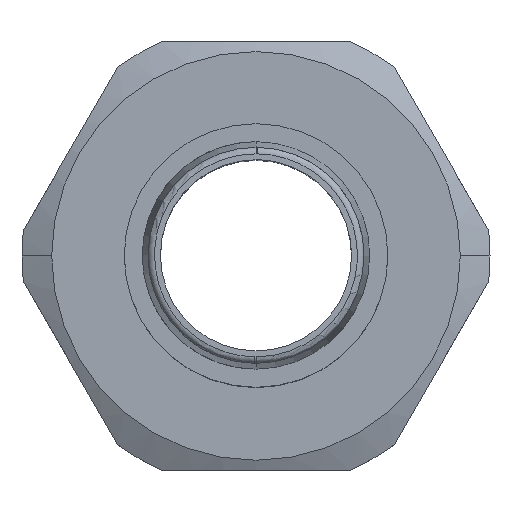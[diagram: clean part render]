
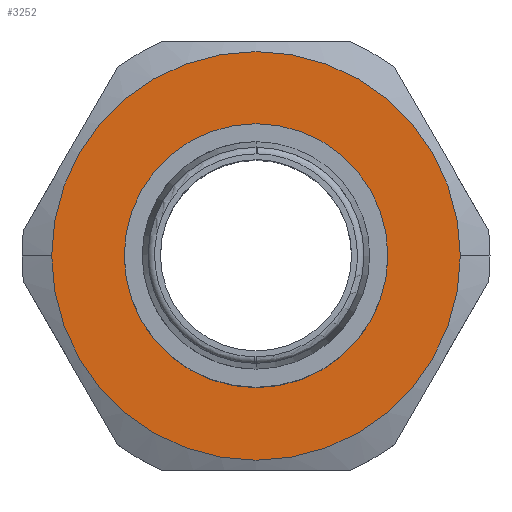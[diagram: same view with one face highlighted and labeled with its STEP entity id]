
A CAD part, top view. The second image highlights one B-rep face of the part: STEP entity #3252.
In plain terms, the highlighted planar face has unit normal (0, 0, 1).
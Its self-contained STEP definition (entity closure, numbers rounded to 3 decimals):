
#3122=AXIS2_PLACEMENT_3D('Circle Axis2P3D',#3120,#3121,$) ;
#3145=AXIS2_PLACEMENT_3D('Circle Axis2P3D',#3143,#3144,$) ;
#3164=AXIS2_PLACEMENT_3D('Plane Axis2P3D',#3161,#3162,#3163) ;
#3110=CARTESIAN_POINT('Vertex',(13.3,6.5,7.8)) ;
#3117=CARTESIAN_POINT('Vertex',(0.9,6.5,7.8)) ;
#3120=CARTESIAN_POINT('Axis2P3D Location',(7.1,6.5,7.8)) ;
#3143=CARTESIAN_POINT('Axis2P3D Location',(7.1,6.5,7.8)) ;
#3161=CARTESIAN_POINT('Axis2P3D Location',(7.1,6.5,7.8)) ;
#3171=CARTESIAN_POINT('Control Point',(7.052,2.75,7.8)) ;
#3172=CARTESIAN_POINT('Control Point',(7.061,2.75,7.8)) ;
#3173=CARTESIAN_POINT('Control Point',(7.071,2.75,7.8)) ;
#3174=CARTESIAN_POINT('Control Point',(7.081,2.75,7.8)) ;
#3175=CARTESIAN_POINT('Control Point',(7.09,2.75,7.8)) ;
#3176=CARTESIAN_POINT('Control Point',(7.1,2.75,7.8)) ;
#3177=CARTESIAN_POINT('Vertex',(7.052,2.75,7.8)) ;
#3179=CARTESIAN_POINT('Vertex',(7.1,2.75,7.8)) ;
#3183=CARTESIAN_POINT('Control Point',(7.1,10.25,7.8)) ;
#3184=CARTESIAN_POINT('Control Point',(6.721,10.25,7.8)) ;
#3185=CARTESIAN_POINT('Control Point',(6.341,10.202,7.8)) ;
#3186=CARTESIAN_POINT('Control Point',(5.97,10.106,7.8)) ;
#3187=CARTESIAN_POINT('Control Point',(5.259,9.822,7.8)) ;
#3188=CARTESIAN_POINT('Control Point',(4.642,9.37,7.8)) ;
#3189=CARTESIAN_POINT('Control Point',(4.364,9.106,7.8)) ;
#3190=CARTESIAN_POINT('Control Point',(3.88,8.514,7.8)) ;
#3191=CARTESIAN_POINT('Control Point',(3.559,7.819,7.8)) ;
#3192=CARTESIAN_POINT('Control Point',(3.443,7.454,7.8)) ;
#3193=CARTESIAN_POINT('Control Point',(3.307,6.701,7.8)) ;
#3194=CARTESIAN_POINT('Control Point',(3.363,5.938,7.8)) ;
#3195=CARTESIAN_POINT('Control Point',(3.439,5.562,7.8)) ;
#3196=CARTESIAN_POINT('Control Point',(3.685,4.838,7.8)) ;
#3197=CARTESIAN_POINT('Control Point',(4.104,4.197,7.8)) ;
#3198=CARTESIAN_POINT('Control Point',(4.353,3.905,7.8)) ;
#3199=CARTESIAN_POINT('Control Point',(4.919,3.391,7.8)) ;
#3200=CARTESIAN_POINT('Control Point',(5.595,3.034,7.8)) ;
#3201=CARTESIAN_POINT('Control Point',(5.954,2.899,7.8)) ;
#3202=CARTESIAN_POINT('Control Point',(6.395,2.795,7.8)) ;
#3203=CARTESIAN_POINT('Control Point',(6.843,2.758,7.8)) ;
#3204=CARTESIAN_POINT('Control Point',(6.912,2.754,7.8)) ;
#3205=CARTESIAN_POINT('Control Point',(6.982,2.751,7.8)) ;
#3206=CARTESIAN_POINT('Control Point',(7.052,2.75,7.8)) ;
#3207=CARTESIAN_POINT('Vertex',(7.1,10.25,7.8)) ;
#3211=CARTESIAN_POINT('Control Point',(7.148,10.25,7.8)) ;
#3212=CARTESIAN_POINT('Control Point',(7.139,10.25,7.8)) ;
#3213=CARTESIAN_POINT('Control Point',(7.129,10.25,7.8)) ;
#3214=CARTESIAN_POINT('Control Point',(7.119,10.25,7.8)) ;
#3215=CARTESIAN_POINT('Control Point',(7.11,10.25,7.8)) ;
#3216=CARTESIAN_POINT('Control Point',(7.1,10.25,7.8)) ;
#3217=CARTESIAN_POINT('Vertex',(7.148,10.25,7.8)) ;
#3221=CARTESIAN_POINT('Control Point',(7.1,2.75,7.8)) ;
#3222=CARTESIAN_POINT('Control Point',(7.479,2.75,7.8)) ;
#3223=CARTESIAN_POINT('Control Point',(7.859,2.798,7.8)) ;
#3224=CARTESIAN_POINT('Control Point',(8.23,2.894,7.8)) ;
#3225=CARTESIAN_POINT('Control Point',(8.941,3.178,7.8)) ;
#3226=CARTESIAN_POINT('Control Point',(9.558,3.63,7.8)) ;
#3227=CARTESIAN_POINT('Control Point',(9.836,3.894,7.8)) ;
#3228=CARTESIAN_POINT('Control Point',(10.32,4.486,7.8)) ;
#3229=CARTESIAN_POINT('Control Point',(10.641,5.181,7.8)) ;
#3230=CARTESIAN_POINT('Control Point',(10.757,5.546,7.8)) ;
#3231=CARTESIAN_POINT('Control Point',(10.893,6.299,7.8)) ;
#3232=CARTESIAN_POINT('Control Point',(10.837,7.062,7.8)) ;
#3233=CARTESIAN_POINT('Control Point',(10.761,7.438,7.8)) ;
#3234=CARTESIAN_POINT('Control Point',(10.515,8.162,7.8)) ;
#3235=CARTESIAN_POINT('Control Point',(10.096,8.803,7.8)) ;
#3236=CARTESIAN_POINT('Control Point',(9.847,9.095,7.8)) ;
#3237=CARTESIAN_POINT('Control Point',(9.281,9.609,7.8)) ;
#3238=CARTESIAN_POINT('Control Point',(8.605,9.966,7.8)) ;
#3239=CARTESIAN_POINT('Control Point',(8.246,10.101,7.8)) ;
#3240=CARTESIAN_POINT('Control Point',(7.805,10.205,7.8)) ;
#3241=CARTESIAN_POINT('Control Point',(7.357,10.242,7.8)) ;
#3242=CARTESIAN_POINT('Control Point',(7.288,10.246,7.8)) ;
#3243=CARTESIAN_POINT('Control Point',(7.218,10.249,7.8)) ;
#3244=CARTESIAN_POINT('Control Point',(7.148,10.25,7.8)) ;
#3121=DIRECTION('Axis2P3D Direction',(0.,0.,-1.)) ;
#3144=DIRECTION('Axis2P3D Direction',(0.,0.,-1.)) ;
#3162=DIRECTION('Axis2P3D Direction',(0.,0.,-1.)) ;
#3163=DIRECTION('Axis2P3D XDirection',(0.,1.,0.)) ;
#3167=ORIENTED_EDGE('',*,*,#3124,.F.) ;
#3168=ORIENTED_EDGE('',*,*,#3147,.F.) ;
#3247=ORIENTED_EDGE('',*,*,#3181,.F.) ;
#3248=ORIENTED_EDGE('',*,*,#3209,.F.) ;
#3249=ORIENTED_EDGE('',*,*,#3219,.F.) ;
#3250=ORIENTED_EDGE('',*,*,#3245,.F.) ;
#3251=FACE_BOUND('',#3246,.T.) ;
#3252=ADVANCED_FACE('Hauptkoerper',(#3169,#3251),#3165,.F.) ;
#3170=B_SPLINE_CURVE_WITH_KNOTS('',5,(#3171,#3172,#3173,#3174,#3175,#3176),.UNSPECIFIED.,.F.,.U.,(6,6),(16.592,16.66),.UNSPECIFIED.) ;
#3182=B_SPLINE_CURVE_WITH_KNOTS('',5,(#3183,#3184,#3185,#3186,#3187,#3188,#3189,#3190,#3191,#3192,#3193,#3194,#3195,#3196,#3197,#3198,#3199,#3200,#3201,#3202,#3203,#3204,#3205,#3206),.UNSPECIFIED.,.F.,.U.,(6,3,3,3,3,3,3,6),(0.,2.683,5.366,8.05,10.733,13.416,16.099,16.592),.UNSPECIFIED.) ;
#3210=B_SPLINE_CURVE_WITH_KNOTS('',5,(#3211,#3212,#3213,#3214,#3215,#3216),.UNSPECIFIED.,.F.,.U.,(6,6),(16.592,16.66),.UNSPECIFIED.) ;
#3220=B_SPLINE_CURVE_WITH_KNOTS('',5,(#3221,#3222,#3223,#3224,#3225,#3226,#3227,#3228,#3229,#3230,#3231,#3232,#3233,#3234,#3235,#3236,#3237,#3238,#3239,#3240,#3241,#3242,#3243,#3244),.UNSPECIFIED.,.F.,.U.,(6,3,3,3,3,3,3,6),(0.,2.683,5.366,8.05,10.733,13.416,16.099,16.592),.UNSPECIFIED.) ;
#3123=CIRCLE('generated circle',#3122,6.2) ;
#3146=CIRCLE('generated circle',#3145,6.2) ;
#3124=EDGE_CURVE('',#3118,#3111,#3123,.T.) ;
#3147=EDGE_CURVE('',#3111,#3118,#3146,.T.) ;
#3181=EDGE_CURVE('',#3178,#3180,#3170,.T.) ;
#3209=EDGE_CURVE('',#3208,#3178,#3182,.T.) ;
#3219=EDGE_CURVE('',#3218,#3208,#3210,.T.) ;
#3245=EDGE_CURVE('',#3180,#3218,#3220,.T.) ;
#3166=EDGE_LOOP('',(#3167,#3168)) ;
#3246=EDGE_LOOP('',(#3247,#3248,#3249,#3250)) ;
#3169=FACE_OUTER_BOUND('',#3166,.T.) ;
#3165=PLANE('',#3164) ;
#3111=VERTEX_POINT('',#3110) ;
#3118=VERTEX_POINT('',#3117) ;
#3178=VERTEX_POINT('',#3177) ;
#3180=VERTEX_POINT('',#3179) ;
#3208=VERTEX_POINT('',#3207) ;
#3218=VERTEX_POINT('',#3217) ;
